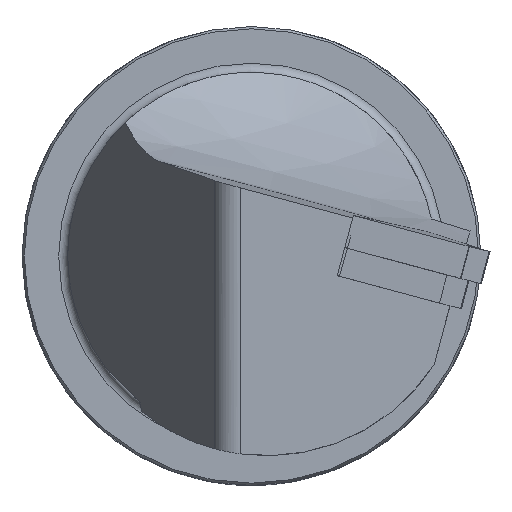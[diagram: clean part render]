
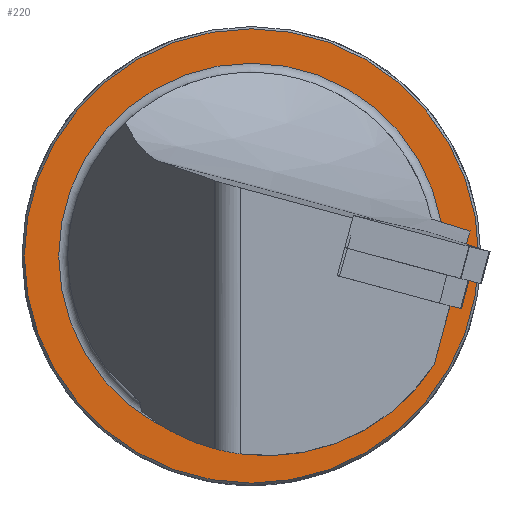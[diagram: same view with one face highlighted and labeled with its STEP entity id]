
A CAD part, left-side view. The second image highlights one B-rep face of the part: STEP entity #220.
In plain terms, the highlighted planar face has unit normal (-1, 0, 0).
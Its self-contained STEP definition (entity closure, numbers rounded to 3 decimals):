
#150=FACE_BOUND('',#409,.T.);
#151=FACE_BOUND('',#410,.T.);
#160=CIRCLE('',#1260,24.75);
#167=CIRCLE('',#1303,21.);
#220=ADVANCED_FACE('',(#150,#151),#275,.T.);
#275=PLANE('',#1304);
#409=EDGE_LOOP('',(#604));
#410=EDGE_LOOP('',(#605));
#604=ORIENTED_EDGE('',*,*,#973,.F.);
#605=ORIENTED_EDGE('',*,*,#916,.T.);
#797=VERTEX_POINT('',#1831);
#839=VERTEX_POINT('',#2395);
#916=EDGE_CURVE('',#797,#797,#160,.T.);
#973=EDGE_CURVE('',#839,#839,#167,.T.);
#1260=AXIS2_PLACEMENT_3D('',#1830,#1405,#1406);
#1303=AXIS2_PLACEMENT_3D('',#2394,#1515,#1516);
#1304=AXIS2_PLACEMENT_3D('',#2396,#1517,#1518);
#1405=DIRECTION('',(-1.,0.,0.));
#1406=DIRECTION('',(0.,0.,1.));
#1515=DIRECTION('',(-1.,0.,0.));
#1516=DIRECTION('',(0.,0.,-1.));
#1517=DIRECTION('',(-1.,0.,0.));
#1518=DIRECTION('',(0.,0.,1.));
#1830=CARTESIAN_POINT('',(85.,0.,0.));
#1831=CARTESIAN_POINT('',(85.,0.,24.75));
#2394=CARTESIAN_POINT('',(85.,0.,0.));
#2395=CARTESIAN_POINT('',(85.,0.,-21.));
#2396=CARTESIAN_POINT('',(85.,180.054,0.));
